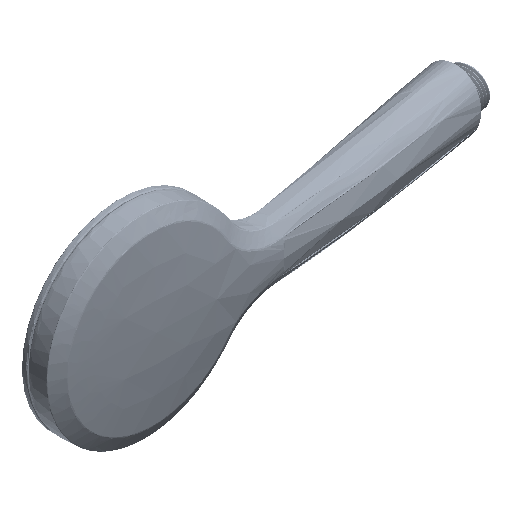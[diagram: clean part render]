
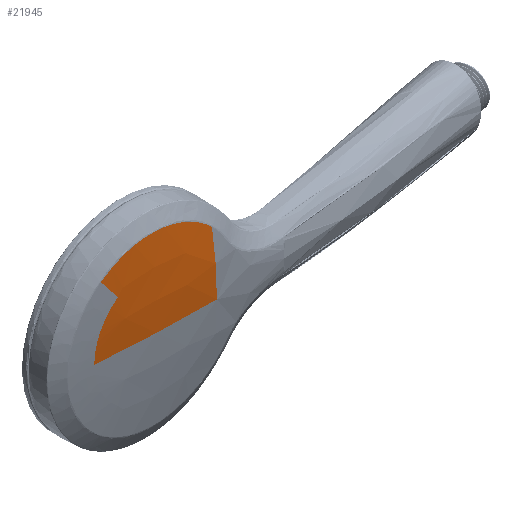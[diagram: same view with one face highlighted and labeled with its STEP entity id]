
A CAD part, isometric view. The second image highlights one B-rep face of the part: STEP entity #21945.
In plain terms, the highlighted free-form (B-spline) face has degree [3, 3] with [7, 4] control points.
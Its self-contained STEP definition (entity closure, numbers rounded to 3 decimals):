
#6894=CARTESIAN_POINT('',(-25.602,-12.798,
33.688));
#6927=CARTESIAN_POINT('',(30.,-13.648,30.678));
#6970=CARTESIAN_POINT('',(30.,-16.134,
0.));
#6971=CARTESIAN_POINT('',(30.,-16.134,10.271));
#6972=CARTESIAN_POINT('',(30.,-15.301,20.541));
#6973=CARTESIAN_POINT('',(30.,-13.648,30.678));
#6978=CARTESIAN_POINT('',(30.,-16.134,
0.));
#7042=CARTESIAN_POINT('',(30.,-16.134,
0.));
#7043=CARTESIAN_POINT('',(24.999,-16.143,
0.));
#7044=CARTESIAN_POINT('',(14.998,-16.061,
0.));
#7045=CARTESIAN_POINT('',(-0.004,-15.633,
0.));
#7046=CARTESIAN_POINT('',(-15.01,-14.9,
0.));
#7047=CARTESIAN_POINT('',(-25.007,-14.21,
0.));
#7048=CARTESIAN_POINT('',(-30.,-13.814,
0.));
#7053=CARTESIAN_POINT('',(-30.,-13.814,
0.));
#7054=CARTESIAN_POINT('',(-29.999,-13.814,
1.165));
#7055=CARTESIAN_POINT('',(-29.868,-13.815,
3.45));
#7056=CARTESIAN_POINT('',(-29.275,-13.821,
6.843));
#7057=CARTESIAN_POINT('',(-28.288,-13.831,
10.188));
#7058=CARTESIAN_POINT('',(-26.475,-13.849,
14.439));
#7059=CARTESIAN_POINT('',(-23.322,-13.884,
19.266));
#7060=CARTESIAN_POINT('',(-20.019,-13.922,
22.494));
#7061=CARTESIAN_POINT('',(-18.152,-13.949,
23.885));
#7066=CARTESIAN_POINT('',(-18.152,-13.949,
23.885));
#7067=CARTESIAN_POINT('',(-20.633,-13.609,
27.154));
#7068=CARTESIAN_POINT('',(-23.126,-13.224,
30.425));
#7069=CARTESIAN_POINT('',(-25.602,-12.798,
33.688));
#7074=CARTESIAN_POINT('',(-25.602,-12.798,
33.688));
#7075=CARTESIAN_POINT('',(-21.592,-12.816,
36.758));
#7076=CARTESIAN_POINT('',(-12.463,-12.858,
41.446));
#7077=CARTESIAN_POINT('',(7.9,-13.02,43.919));
#7078=CARTESIAN_POINT('',(22.722,-13.191,37.639));
#7079=CARTESIAN_POINT('',(30.,-13.648,30.678));
#9822=VERTEX_POINT('',#6894);
#9823=VERTEX_POINT('',#6927);
#9824=VERTEX_POINT('',#6978);
#9825=VERTEX_POINT('',#7048);
#9827=VERTEX_POINT('',#7061);
#21907=CARTESIAN_POINT('',(30.521,-13.042,
33.846));
#21908=CARTESIAN_POINT('',(30.548,-15.137,
22.468));
#21909=CARTESIAN_POINT('',(30.574,-16.174,
10.895));
#21910=CARTESIAN_POINT('',(30.601,-16.132,
-0.674));
#21911=CARTESIAN_POINT('',(26.011,-13.045,
36.812));
#21912=CARTESIAN_POINT('',(25.803,-15.147,
24.417));
#21913=CARTESIAN_POINT('',(25.594,-16.187,
11.841));
#21914=CARTESIAN_POINT('',(25.386,-16.146,
-0.732));
#21915=CARTESIAN_POINT('',(16.169,-13.029,
41.356));
#21916=CARTESIAN_POINT('',(15.839,-15.097,
27.399));
#21917=CARTESIAN_POINT('',(15.509,-16.113,
13.287));
#21918=CARTESIAN_POINT('',(15.179,-16.065,
-0.822));
#21919=CARTESIAN_POINT('',(-0.006,-12.918,
43.655));
#21920=CARTESIAN_POINT('',(-0.006,-14.764,
28.891));
#21921=CARTESIAN_POINT('',(-0.005,-15.671,
14.011));
#21922=CARTESIAN_POINT('',(-0.004,-15.631,
-0.867));
#21923=CARTESIAN_POINT('',(-16.173,-12.723,
41.329));
#21924=CARTESIAN_POINT('',(-15.845,-14.177,
27.33));
#21925=CARTESIAN_POINT('',(-15.517,-14.901,
13.254));
#21926=CARTESIAN_POINT('',(-15.19,-14.891,
-0.82));
#21927=CARTESIAN_POINT('',(-26.011,-12.545,
36.77));
#21928=CARTESIAN_POINT('',(-25.804,-13.641,
24.303));
#21929=CARTESIAN_POINT('',(-25.598,-14.187,
11.786));
#21930=CARTESIAN_POINT('',(-25.393,-14.182,
-0.729));
#21931=CARTESIAN_POINT('',(-30.52,-12.447,
33.795));
#21932=CARTESIAN_POINT('',(-30.547,-13.345,
22.33));
#21933=CARTESIAN_POINT('',(-30.573,-13.786,
10.83));
#21934=CARTESIAN_POINT('',(-30.599,-13.766,
-0.67));
#21935=B_SPLINE_SURFACE_WITH_KNOTS('',3,3,((#21907,#21908,#21909,#21910),
(#21911,#21912,#21913,#21914),(#21915,#21916,#21917,#21918),(#21919,#21920,
#21921,#21922),(#21923,#21924,#21925,#21926),(#21927,#21928,#21929,#21930),(
#21931,#21932,#21933,#21934)),.UNSPECIFIED.,.F.,.F.,.F.,(4,1,1,1,4),(4,4),(
-0.01,0.25,0.5,0.75,
1.01),(0.136,1.017),.UNSPECIFIED.);
#21936=ORIENTED_EDGE('',*,*,#21896,.T.);
#21938=ORIENTED_EDGE('',*,*,#21937,.T.);
#21940=ORIENTED_EDGE('',*,*,#21939,.T.);
#21941=ORIENTED_EDGE('',*,*,#21646,.T.);
#21942=ORIENTED_EDGE('',*,*,#21831,.F.);
#21943=EDGE_LOOP('',(#21936,#21938,#21940,#21941,#21942));
#21944=FACE_OUTER_BOUND('',#21943,.F.);
#6974=B_SPLINE_CURVE_WITH_KNOTS('',3,(#6970,#6971,#6972,#6973),.UNSPECIFIED.,
.F.,.F.,(4,4),(0.,1.),.UNSPECIFIED.);
#7049=B_SPLINE_CURVE_WITH_KNOTS('',3,(#7042,#7043,#7044,#7045,#7046,#7047,
#7048),.UNSPECIFIED.,.F.,.F.,(4,1,1,1,4),(0.,0.25,
0.5,0.75,1.),.UNSPECIFIED.);
#7062=B_SPLINE_CURVE_WITH_KNOTS('',3,(#7053,#7054,#7055,#7056,#7057,#7058,#7059,
#7060,#7061),.UNSPECIFIED.,.F.,.F.,(4,1,1,1,1,1,4),(0.,0.125,
0.25,0.375,0.5,0.75,1.),
.UNSPECIFIED.);
#7070=B_SPLINE_CURVE_WITH_KNOTS('',3,(#7066,#7067,#7068,#7069),.UNSPECIFIED.,
.F.,.F.,(4,4),(0.,1.),.UNSPECIFIED.);
#7080=B_SPLINE_CURVE_WITH_KNOTS('',3,(#7074,#7075,#7076,#7077,#7078,#7079),
.UNSPECIFIED.,.F.,.F.,(4,1,1,4),(0.,0.25,0.5,1.),.UNSPECIFIED.);
#21646=EDGE_CURVE('',#9822,#9823,#7080,.T.);
#21831=EDGE_CURVE('',#9824,#9823,#6974,.T.);
#21896=EDGE_CURVE('',#9824,#9825,#7049,.T.);
#21937=EDGE_CURVE('',#9825,#9827,#7062,.T.);
#21939=EDGE_CURVE('',#9827,#9822,#7070,.T.);
#21945=ADVANCED_FACE('',(#21944),#21935,.T.);
